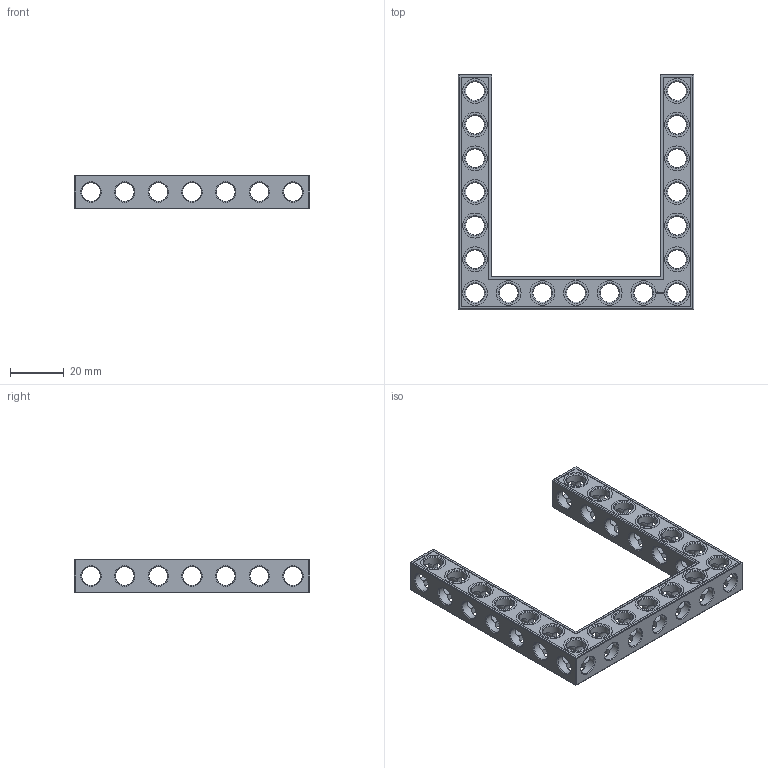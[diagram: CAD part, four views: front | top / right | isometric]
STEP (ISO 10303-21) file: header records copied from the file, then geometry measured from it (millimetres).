
FILE_DESCRIPTION(('FreeCAD Model'),'2;1');
FILE_NAME('Open CASCADE Shape Model','2022-02-23T20:35:13',( 'Paulo Kiefe'),('STEMFIE.org'),'Open CASCADE STEP processor 7.5', 'FreeCAD','Unknown');
FILE_SCHEMA(('AUTOMOTIVE_DESIGN { 1 0 10303 214 1 1 1 1 }'));
Products named in the file (1): Beam AGD ESS USH SYM BU07x07x01 - SPN-BEM-0382 (stemfie.org)
Bounding box: 87.5 x 87.5 x 12.5 mm (x, y, z)
Volume: 18564.9 mm3; surface area: 16683.2 mm2
Topology: 1 solids, 1 shells, 773 faces, 2267 edges, 1473 vertices
Faces by surface type: plane 392, extrusion 188, cylinder 115, cone 78
Full cylindrical faces by diameter (mm): 6.98 x16, 7 x80, 9.2 x19
Entity records: 119402 total; most frequent: CARTESIAN_POINT 76937, DIRECTION 6755, VECTOR 4716, ORIENTED_EDGE 4534, PCURVE 4534, DEFINITIONAL_REPRESENTATION 4534, LINE 4528, EDGE_CURVE 2267
